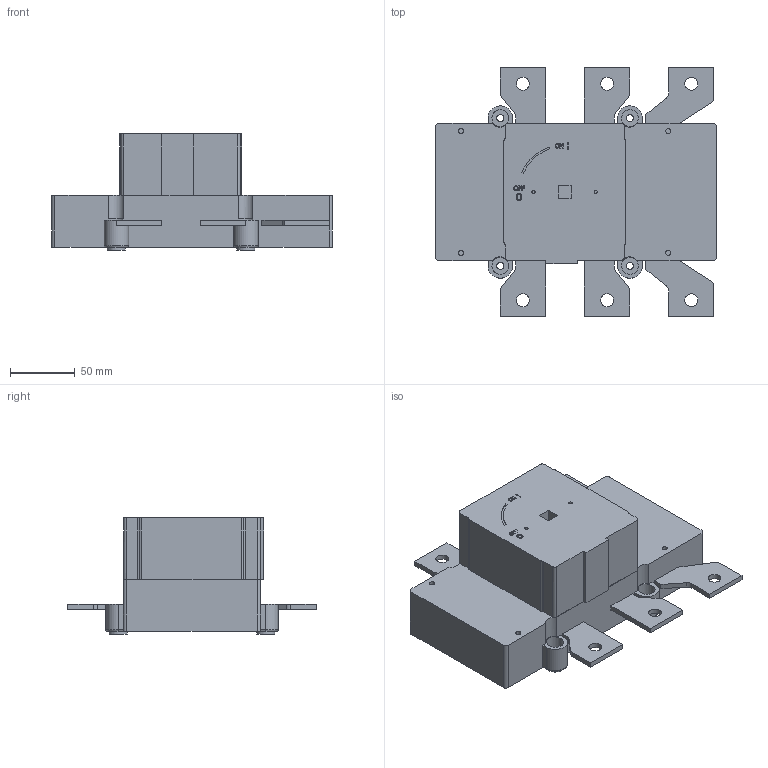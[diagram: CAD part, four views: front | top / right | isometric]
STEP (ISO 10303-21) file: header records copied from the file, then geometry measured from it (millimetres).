
FILE_DESCRIPTION((''),'2;1');
FILE_NAME('Int S5000-400-500A 3P (2012-03).stp','2012-03-14T09:28:57',('idi'),(''),'Autodesk Inventor 2010','Autodesk Inventor 2010','');
FILE_SCHEMA(('AUTOMOTIVE_DESIGN { 1 0 10303 214 1 1 1 1 }'));
Length unit declared in the file: millimetre
Products named in the file (1): Int S5000-400-500A 3P (2012-03)
Bounding box: 216.7 x 192 x 89.7 mm (x, y, z)
Volume: 1428237.1 mm3; surface area: 118531 mm2
Topology: 5 solids, 5 shells, 294 faces, 738 edges, 486 vertices
Faces by surface type: plane 170, cylinder 78, bspline 42, torus 4
Full cylindrical faces by diameter (mm): 2.5 x2, 3 x4, 4 x8, 5.5 x4, 10 x6, 13 x4, 14 x4
Entity records: 9271 total; most frequent: CARTESIAN_POINT 2151, ORIENTED_EDGE 1404, DIRECTION 1304, EDGE_CURVE 702, VERTEX_POINT 482, VECTOR 438, LINE 438, AXIS2_PLACEMENT_3D 433
